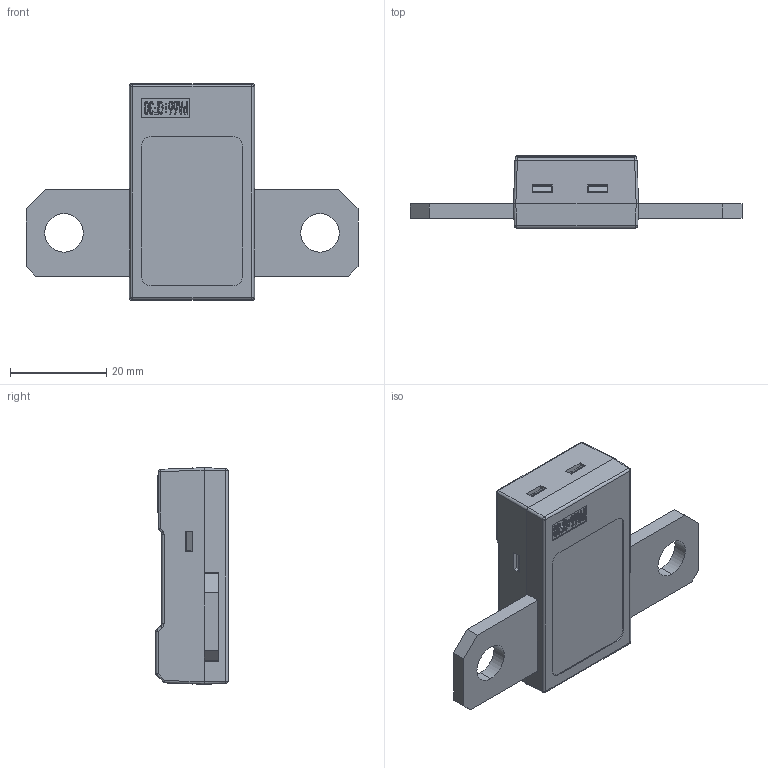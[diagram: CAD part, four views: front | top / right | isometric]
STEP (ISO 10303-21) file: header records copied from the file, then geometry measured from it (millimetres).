
FILE_DESCRIPTION (( 'STEP AP214' ), '1' );
FILE_NAME ('CB350XP_V4.0.STEP', '2022-06-17T07:48:47', ( '' ), ( '' ), 'SwSTEP 2.0', 'SolidWorks 2014', '' );
FILE_SCHEMA (( 'AUTOMOTIVE_DESIGN' ));
Length unit declared in the file: millimetre
Products named in the file (4): 奻褲极; 狟褲极; CB350XP_V4.0; CB350D_V5.6
Assembly tree (3 placements, depth 2):
  CB350XP_V4.0
    狟褲极
    奻褲极
    CB350D_V5.6
Bounding box: 69 x 15 x 45 mm (x, y, z)
Volume: 4959.5 mm3; surface area: 15370.4 mm2
Topology: 2 solids, 520 shells, 2757 faces, 11014 edges, 8694 vertices
Faces by surface type: plane 1920, cylinder 648, bspline 137, torus 26, sphere 14, cone 12
Entity records: 175673 total; most frequent: CARTESIAN_POINT 67465, DIRECTION 15949, ORIENTED_EDGE 15453, EDGE_CURVE 10963, VERTEX_POINT 8694, LINE 7495, VECTOR 7495, AXIS2_PLACEMENT_3D 4227
